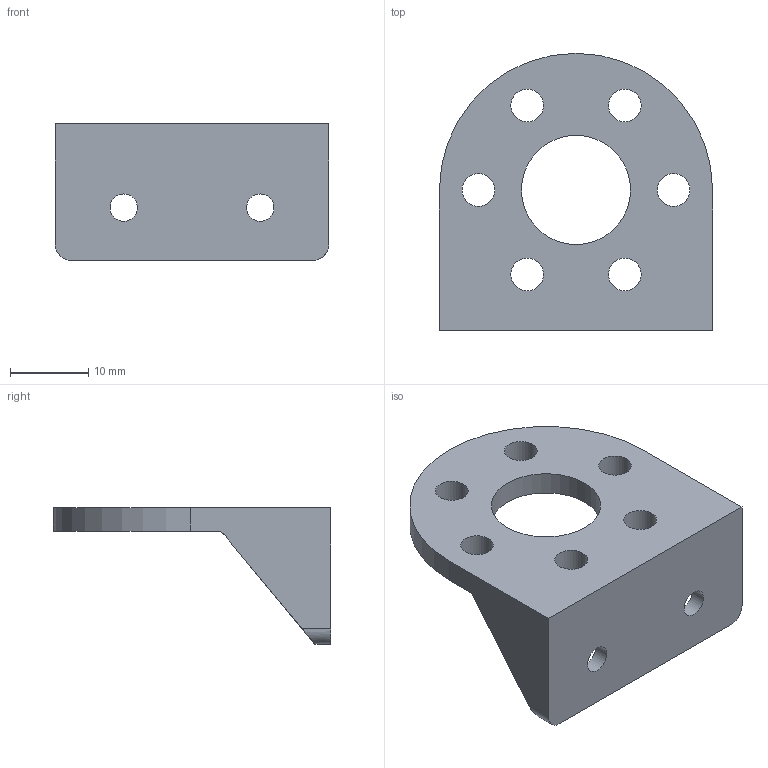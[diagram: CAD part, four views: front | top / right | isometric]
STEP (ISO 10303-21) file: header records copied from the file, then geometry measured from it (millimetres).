
FILE_DESCRIPTION(/* description */ (''),/* implementation_level */ '2;1');
FILE_NAME(/* name */ 'Motor Mount.stp',/* time_stamp */ '2021-09-18T17:45:13+12:00',/* author */ ('PC'),/* organization */ (''),/* preprocessor_version */ 'ST-DEVELOPER v18.1',/* originating_system */ 'Autodesk Inventor 2021',/* authorisation */ '');
FILE_SCHEMA (('AUTOMOTIVE_DESIGN { 1 0 10303 214 3 1 1 }'));
Length unit declared in the file: millimetre
Products named in the file (1): Motor Mount
Bounding box: 35 x 35.5 x 17.5 mm (x, y, z)
Volume: 4034.1 mm3; surface area: 3832.9 mm2
Topology: 1 solids, 1 shells, 38 faces, 96 edges, 58 vertices
Faces by surface type: cylinder 21, plane 11, bspline 6
Full cylindrical faces by diameter (mm): 3.5 x2, 4.2 x6, 14 x1
Entity records: 1349 total; most frequent: CARTESIAN_POINT 353, DIRECTION 204, ORIENTED_EDGE 188, EDGE_CURVE 94, AXIS2_PLACEMENT_3D 79, VERTEX_POINT 58, EDGE_LOOP 56, LINE 46
